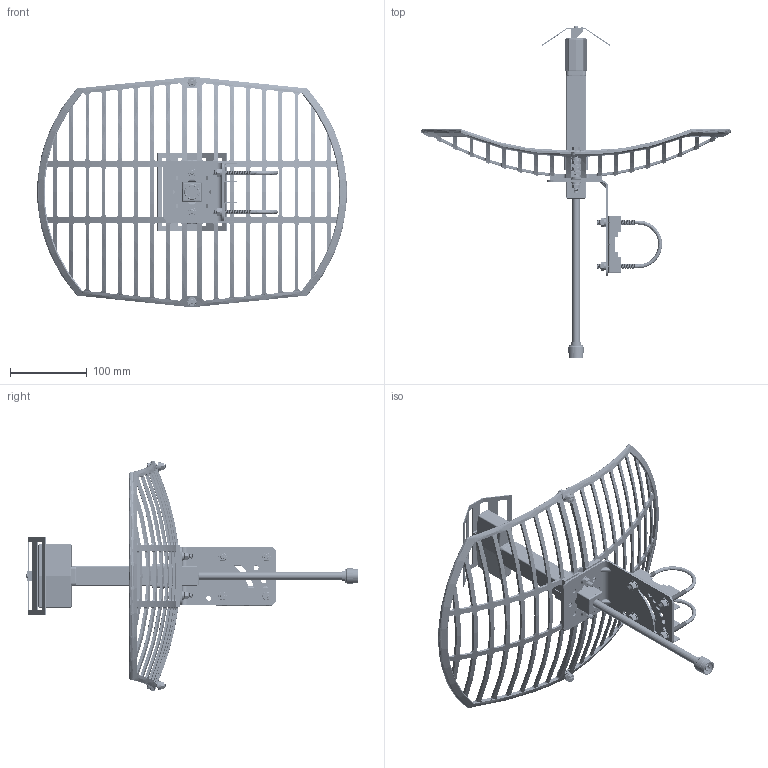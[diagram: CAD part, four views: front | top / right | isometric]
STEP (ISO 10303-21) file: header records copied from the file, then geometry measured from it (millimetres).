
FILE_DESCRIPTION (( 'STEP AP214' ), '1' );
FILE_NAME ('HG2415EG-1-NM_3d.STEP', '2021-04-12T15:44:42', ( '' ), ( '' ), 'SwSTEP 2.0', 'SolidWorks 2020', '' );
FILE_SCHEMA (( 'AUTOMOTIVE_DESIGN' ));
Length unit declared in the file: inch
Products named in the file (26): JM_TA_03; W24GP0415_01; LUOMU_M6; CHOUXINMAODING_4X16; DIANPIAN_3; HM6X20; 2400A_ASM; DIANLAN-7; HM6X30; BAC506; 2400A_02; AL25X150; 2400A_01; TANJIE_3; N-K7; 2400A_03; HG2415EG-1-NM_3d; DIANPIAN_6X13X1; JM_TA_02; JM_TA_ASM; 2400A_04; PA3X10; TANJIE_6; JM_TA_01; 2400A_15; DIANPIAN_6
Assembly tree (57 placements, depth 3):
  N-K7
  HG2415EG-1-NM_3d
    W24GP0415_01  x2
    2400A_ASM
      AL25X150
      2400A_15  x2
      2400A_04
      2400A_02
      2400A_03
      2400A_01
      DIANPIAN_3
      TANJIE_3
      PA3X10
      CHOUXINMAODING_4X16  x4
      DIANLAN-7
    JM_TA_ASM
      JM_TA_01
      JM_TA_02  x2
      JM_TA_03  x2
      DIANPIAN_6X13X1  x4
      TANJIE_6  x4
      LUOMU_M6  x4
    DIANPIAN_6  x8
    TANJIE_6  x4
    LUOMU_M6  x4
    HM6X30  x2
    HM6X20  x2
    BAC506
Bounding box: 402.91 x 431.98 x 298.68 mm (x, y, z)
Volume: 342308.1 mm3; surface area: 302909.1 mm2
Topology: 55 solids, 55 shells, 2698 faces, 7296 edges, 4640 vertices
Faces by surface type: cylinder 1123, plane 911, bspline 486, cone 176, torus 2
Entity records: 102595 total; most frequent: CARTESIAN_POINT 66669, ORIENTED_EDGE 8124, DIRECTION 5564, EDGE_CURVE 4062, VERTEX_POINT 2585, AXIS2_PLACEMENT_3D 1885, LINE 1794, VECTOR 1794
